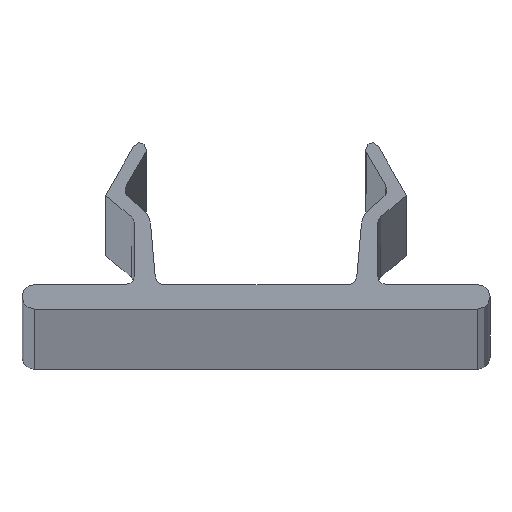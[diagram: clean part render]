
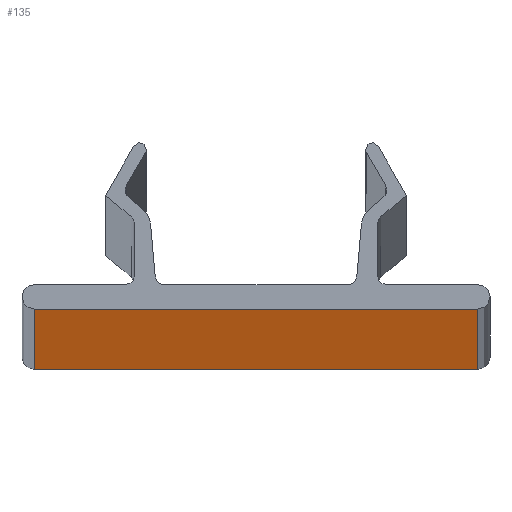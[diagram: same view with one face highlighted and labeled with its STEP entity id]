
A CAD part, top view. The second image highlights one B-rep face of the part: STEP entity #135.
In plain terms, the highlighted planar face has unit normal (0, -1, 0).
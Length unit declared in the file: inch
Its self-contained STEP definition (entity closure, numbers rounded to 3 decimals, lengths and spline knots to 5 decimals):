
#135=ADVANCED_FACE('',(#264),#265,.T.);
#264=FACE_OUTER_BOUND('',#385,.T.);
#265=PLANE('',#386);
#385=EDGE_LOOP('',(#740,#741,#742,#743));
#386=AXIS2_PLACEMENT_3D('',#744,#745,#746);
#740=ORIENTED_EDGE('',*,*,#833,.T.);
#741=ORIENTED_EDGE('',*,*,#902,.F.);
#742=ORIENTED_EDGE('',*,*,#857,.F.);
#743=ORIENTED_EDGE('',*,*,#817,.T.);
#744=CARTESIAN_POINT('',(0.,-0.085,0.0));
#745=DIRECTION('',(0.,-1.0,0.0));
#746=DIRECTION('',(1.0,0.,-0.0));
#817=EDGE_CURVE('',#1001,#999,#1002,.T.);
#833=EDGE_CURVE('',#999,#1027,#1029,.T.);
#857=EDGE_CURVE('',#1001,#1068,#1069,.T.);
#902=EDGE_CURVE('',#1068,#1027,#1121,.T.);
#999=VERTEX_POINT('',#1250);
#1001=VERTEX_POINT('',#1252);
#1002=LINE('',#1253,#1254);
#1027=VERTEX_POINT('',#1283);
#1029=LINE('',#1285,#1286);
#1068=VERTEX_POINT('',#1334);
#1069=LINE('',#1335,#1336);
#1121=LINE('',#1407,#1408);
#1250=CARTESIAN_POINT('',(0.77,-0.085,120.0));
#1252=CARTESIAN_POINT('',(0.77,-0.085,0.0));
#1253=CARTESIAN_POINT('',(0.77,-0.085,0.0));
#1254=VECTOR('',#1475,1.0);
#1283=CARTESIAN_POINT('',(-0.77,-0.085,120.0));
#1285=CARTESIAN_POINT('',(0.77,-0.085,120.0));
#1286=VECTOR('',#1510,1.0);
#1334=CARTESIAN_POINT('',(-0.77,-0.085,0.0));
#1335=CARTESIAN_POINT('',(0.77,-0.085,0.0));
#1336=VECTOR('',#1559,1.0);
#1407=CARTESIAN_POINT('',(-0.77,-0.085,0.0));
#1408=VECTOR('',#1603,1.0);
#1475=DIRECTION('',(0.0,0.0,1.0));
#1510=DIRECTION('',(-1.0,0.,0.0));
#1559=DIRECTION('',(-1.0,0.,0.0));
#1603=DIRECTION('',(0.0,0.0,1.0));
